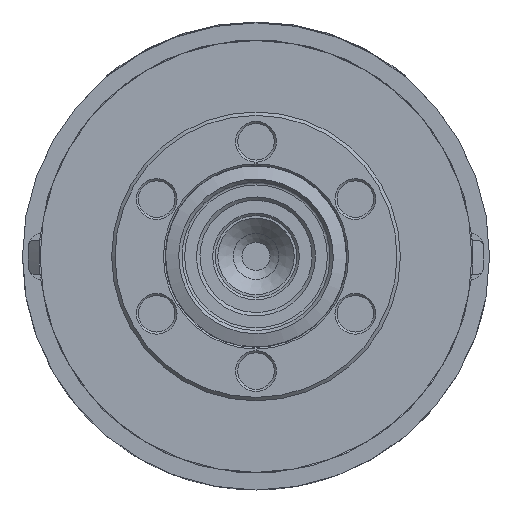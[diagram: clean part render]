
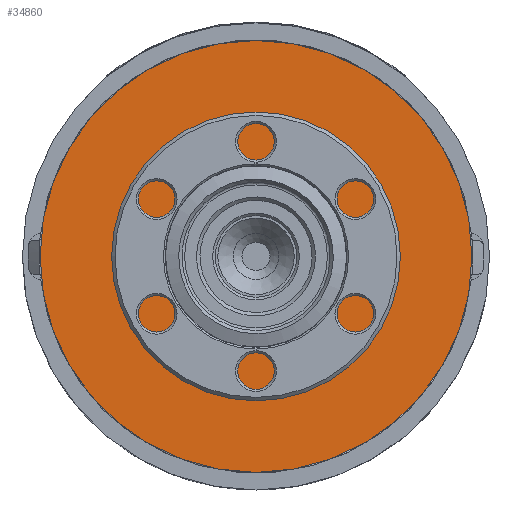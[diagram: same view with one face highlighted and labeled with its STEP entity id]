
A CAD part, front view. The second image highlights one B-rep face of the part: STEP entity #34860.
In plain terms, the highlighted planar face has unit normal (0, -1, 0).
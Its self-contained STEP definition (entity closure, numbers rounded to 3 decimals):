
#1220=FACE_BOUND('',#5324,.T.);
#1730=PLANE('',#37283);
#3283=FACE_OUTER_BOUND('',#5323,.T.);
#5323=EDGE_LOOP('',(#26369));
#5324=EDGE_LOOP('',(#26370));
#7544=CIRCLE('',#37284,25.425);
#7545=CIRCLE('',#37285,6.4);
#16001=VERTEX_POINT('',#56236);
#16002=VERTEX_POINT('',#56238);
#19913=EDGE_CURVE('',#16001,#16001,#7544,.T.);
#19914=EDGE_CURVE('',#16002,#16002,#7545,.T.);
#26369=ORIENTED_EDGE('',*,*,#19913,.F.);
#26370=ORIENTED_EDGE('',*,*,#19914,.T.);
#34860=ADVANCED_FACE('',(#3283,#1220),#1730,.T.);
#37283=AXIS2_PLACEMENT_3D('',#56235,#41968,#41969);
#37284=AXIS2_PLACEMENT_3D('',#56237,#41970,#41971);
#37285=AXIS2_PLACEMENT_3D('',#56239,#41972,#41973);
#41968=DIRECTION('center_axis',(0.,-1.,0.));
#41969=DIRECTION('ref_axis',(1.,0.,0.));
#41970=DIRECTION('center_axis',(0.,1.,0.));
#41971=DIRECTION('ref_axis',(0.,0.,-1.));
#41972=DIRECTION('center_axis',(0.,1.,0.));
#41973=DIRECTION('ref_axis',(0.,0.,-1.));
#56235=CARTESIAN_POINT('Origin',(36.555,86.568,-42.74));
#56236=CARTESIAN_POINT('',(36.555,86.568,-1.403));
#56237=CARTESIAN_POINT('Origin',(36.555,86.568,-26.828));
#56238=CARTESIAN_POINT('',(36.555,86.568,-20.428));
#56239=CARTESIAN_POINT('Origin',(36.555,86.568,-26.828));
